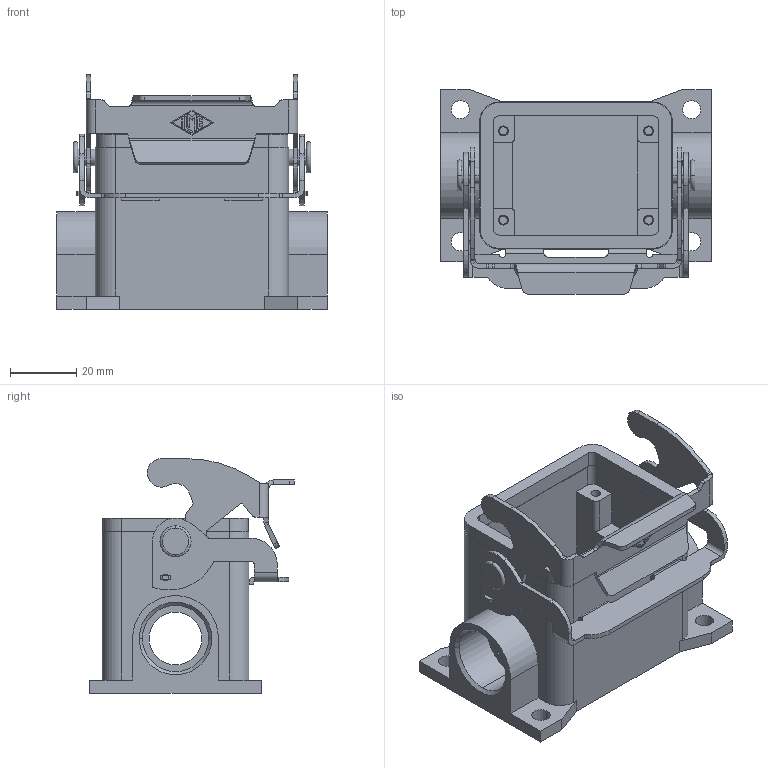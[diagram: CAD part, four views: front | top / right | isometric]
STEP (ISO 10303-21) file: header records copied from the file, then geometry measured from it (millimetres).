
FILE_DESCRIPTION(('Creo Elements/Direct Modeling STEP Export'),'2;1');
FILE_NAME('0ln7uvk49a5e76k4008','2017-02-20T10:56:57',(''),(''),'PTC Creo Elements/Direct Modeling STEP processor for AP214 (Solid Model)','PTC Creo Elements/Direct Modeling 19.0E 27-Jun-2016 (C) Parametric Technology GmbH','');
FILE_SCHEMA(('AUTOMOTIVE_DESIGN { 1 0 10303 214 1 1 1 1 }'));
Length unit declared in the file: millimetre
Products named in the file (1): M7PE_06_L220
Bounding box: 82 x 61.98 x 71 mm (x, y, z)
Volume: 73378.4 mm3; surface area: 38703.4 mm2
Topology: 1 solids, 1 shells, 386 faces, 1080 edges, 717 vertices
Faces by surface type: plane 198, cylinder 168, bspline 12, torus 4, cone 4
Entity records: 18202 total; most frequent: CARTESIAN_POINT 5127, ORIENTED_EDGE 2160, DIRECTION 2009, EDGE_CURVE 1080, VERTEX_POINT 717, VECTOR 687, LINE 687, AXIS2_PLACEMENT_3D 661
